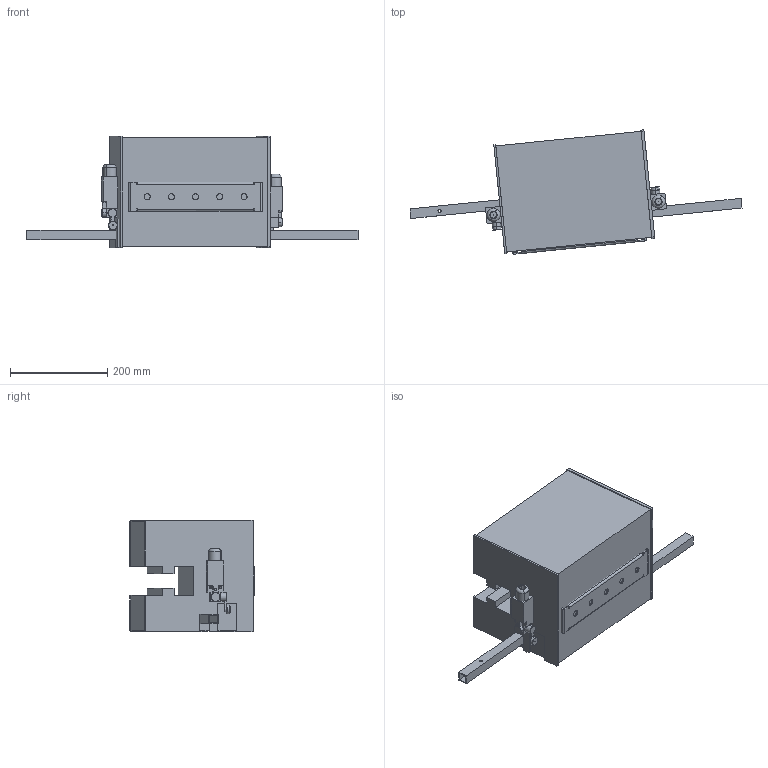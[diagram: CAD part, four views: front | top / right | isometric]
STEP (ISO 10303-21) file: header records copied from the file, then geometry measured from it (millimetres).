
FILE_DESCRIPTION (( 'STEP AP214' ), '1' );
FILE_NAME ('356.001.001_TrackRunner_Upright.STEP', '2019-06-21T12:53:28', ( '' ), ( '' ), 'SwSTEP 2.0', 'SolidWorks 2018', '' );
FILE_SCHEMA (( 'AUTOMOTIVE_DESIGN' ));
Length unit declared in the file: millimetre
Products named in the file (7): Dummy_50cm mellem TR ; 356.001.001_TrackRunner_Upright; 352.056.003_Bottom_cover_Dummy; 652.031_Omron_Endestop_Venstre_Assembly_Dummy; 658.030_Forskruning_til_switch_652.031_Forskruning_til_switch; 652.030_Omron_Endestop_Venstre; TrackRunner_Upright
Assembly tree (8 placements, depth 3):
  356.001.001_TrackRunner_Upright
    Dummy_50cm mellem TR   x2
    652.031_Omron_Endestop_Venstre_Assembly_Dummy  x2
      652.030_Omron_Endestop_Venstre
      658.030_Forskruning_til_switch_652.031_Forskruning_til_switch
    TrackRunner_Upright
    352.056.003_Bottom_cover_Dummy
Bounding box: 682.29 x 255.49 x 230.01 mm (x, y, z)
Volume: 14003118.6 mm3; surface area: 630827.1 mm2
Topology: 8 solids, 8 shells, 359 faces, 929 edges, 602 vertices
Faces by surface type: plane 214, cylinder 129, torus 12, bspline 4
Entity records: 9290 total; most frequent: CARTESIAN_POINT 1746, DIRECTION 1491, ORIENTED_EDGE 1460, EDGE_CURVE 730, LINE 523, VECTOR 523, AXIS2_PLACEMENT_3D 484, VERTEX_POINT 471
